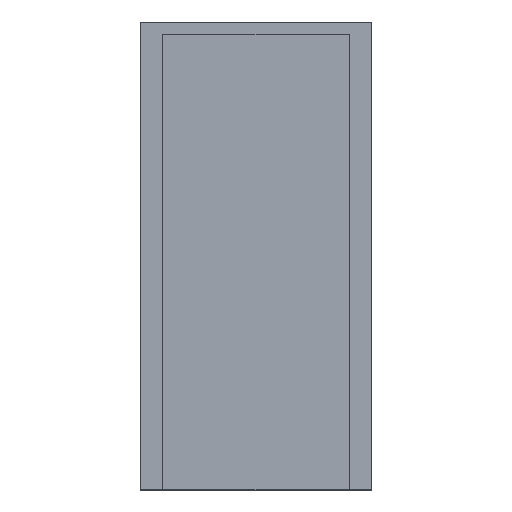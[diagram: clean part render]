
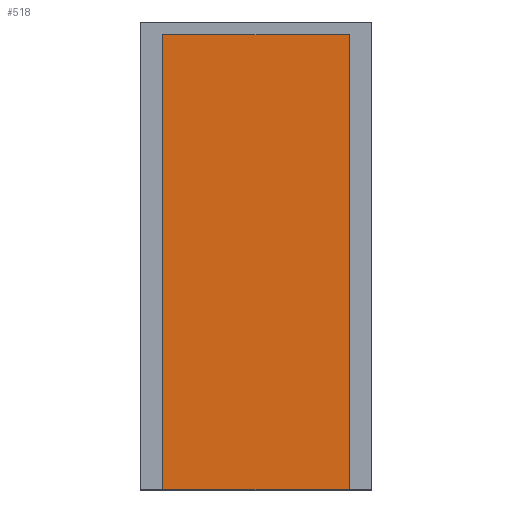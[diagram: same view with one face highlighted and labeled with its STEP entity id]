
A CAD part, top view. The second image highlights one B-rep face of the part: STEP entity #518.
In plain terms, the highlighted planar face has unit normal (0, 0, 1).
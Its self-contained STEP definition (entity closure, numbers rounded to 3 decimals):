
#190 = VERTEX_POINT('',#191);
#191 = CARTESIAN_POINT('',(-1.7,-56.7,-12.2));
#197 = EDGE_CURVE('',#190,#198,#200,.T.);
#198 = VERTEX_POINT('',#199);
#199 = CARTESIAN_POINT('',(23.7,-56.7,-12.2));
#200 = LINE('',#201,#202);
#201 = CARTESIAN_POINT('',(4.65,-56.7,-12.2));
#202 = VECTOR('',#203,1.);
#203 = DIRECTION('',(1.,0.,0.));
#318 = VERTEX_POINT('',#319);
#319 = CARTESIAN_POINT('',(23.7,5.2,-12.2));
#325 = EDGE_CURVE('',#326,#318,#328,.T.);
#326 = VERTEX_POINT('',#327);
#327 = CARTESIAN_POINT('',(-1.7,5.2,-12.2));
#328 = LINE('',#329,#330);
#329 = CARTESIAN_POINT('',(-1.7,5.2,-12.2));
#330 = VECTOR('',#331,1.);
#331 = DIRECTION('',(1.,0.,0.));
#506 = EDGE_CURVE('',#318,#198,#507,.T.);
#507 = LINE('',#508,#509);
#508 = CARTESIAN_POINT('',(23.7,5.2,-12.2));
#509 = VECTOR('',#510,1.);
#510 = DIRECTION('',(0.,-1.,0.));
#518 = ADVANCED_FACE('',(#519),#530,.T.);
#519 = FACE_BOUND('',#520,.T.);
#520 = EDGE_LOOP('',(#521,#522,#528,#529));
#521 = ORIENTED_EDGE('',*,*,#325,.F.);
#522 = ORIENTED_EDGE('',*,*,#523,.T.);
#523 = EDGE_CURVE('',#326,#190,#524,.T.);
#524 = LINE('',#525,#526);
#525 = CARTESIAN_POINT('',(-1.7,5.2,-12.2));
#526 = VECTOR('',#527,1.);
#527 = DIRECTION('',(0.,-1.,0.));
#528 = ORIENTED_EDGE('',*,*,#197,.T.);
#529 = ORIENTED_EDGE('',*,*,#506,.F.);
#530 = PLANE('',#531);
#531 = AXIS2_PLACEMENT_3D('',#532,#533,#534);
#532 = CARTESIAN_POINT('',(-1.7,5.2,-12.2));
#533 = DIRECTION('',(0.,0.,1.));
#534 = DIRECTION('',(1.,0.,0.));
